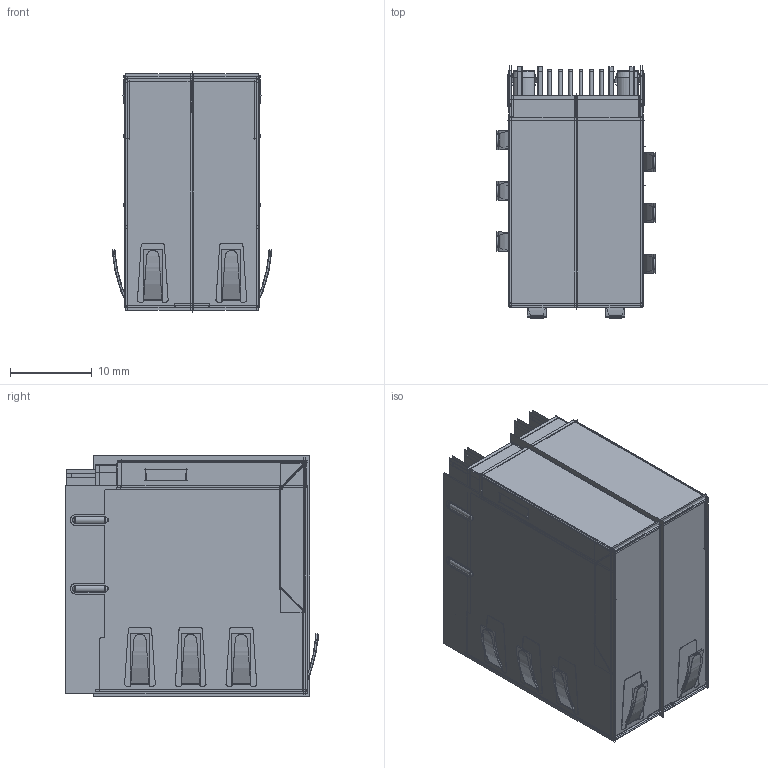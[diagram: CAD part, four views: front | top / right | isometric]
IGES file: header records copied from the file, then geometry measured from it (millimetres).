
Start section:  PTC IGES file: asm0002_asm_1_asm_1_asm.igs
Global section: file name: asm0002_asm_1_asm_1_asm.igs; native system: Creo Parametric by PTC Inc.; preprocessor: 2018400; author: Administrator; organization: Unknown; date: 20210602.161243; units: millimetre
Bounding box: 19.45 x 30.87 x 29.38 mm (x, y, z)
Volume: 6701.6 mm3; surface area: 85603.6 mm2
Topology: 49 solids, 49 shells, 3516 faces, 17480 edges, 21600 vertices
Faces by surface type: bspline 2352, revolution 1164
